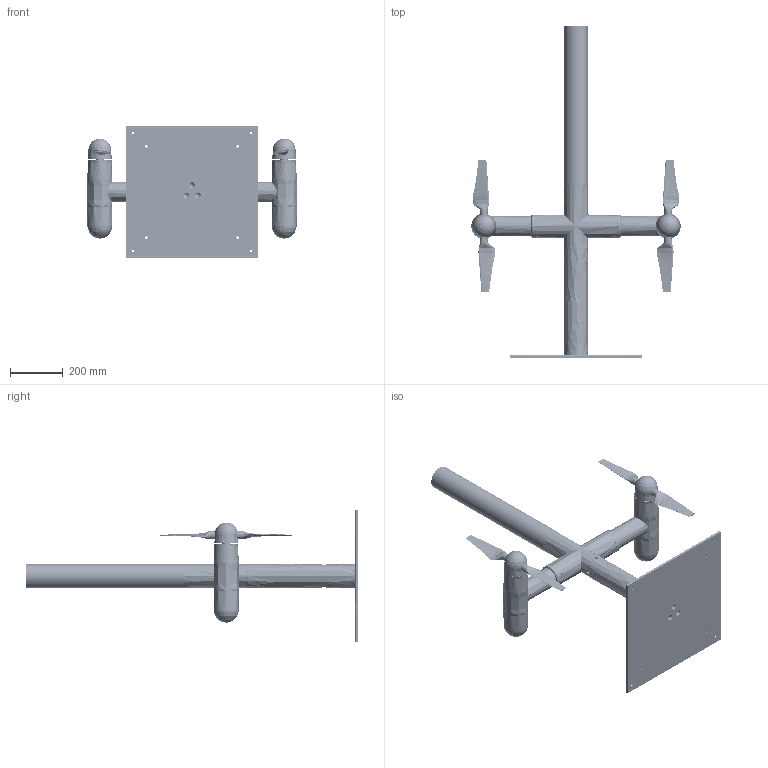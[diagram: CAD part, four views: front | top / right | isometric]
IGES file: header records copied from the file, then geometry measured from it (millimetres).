
Start section: SolidWorks IGES file using analytic representation for surfaces
Global section: file name: RM1-Complete(hidden parts).IGS; native system: SolidWorks 2018; preprocessor: SolidWorks 2018; author: ljepsen; date: 180716.150111; units: millimetre
Bounding box: 795 x 1260 x 500 mm (x, y, z)
Surface area: 2714169.6 mm2 (no closed solid volume)
Topology: 0 solids, 0 shells, 6665 faces, 124189 edges, 123973 vertices
Faces by surface type: revolution 5129, bspline 1536
